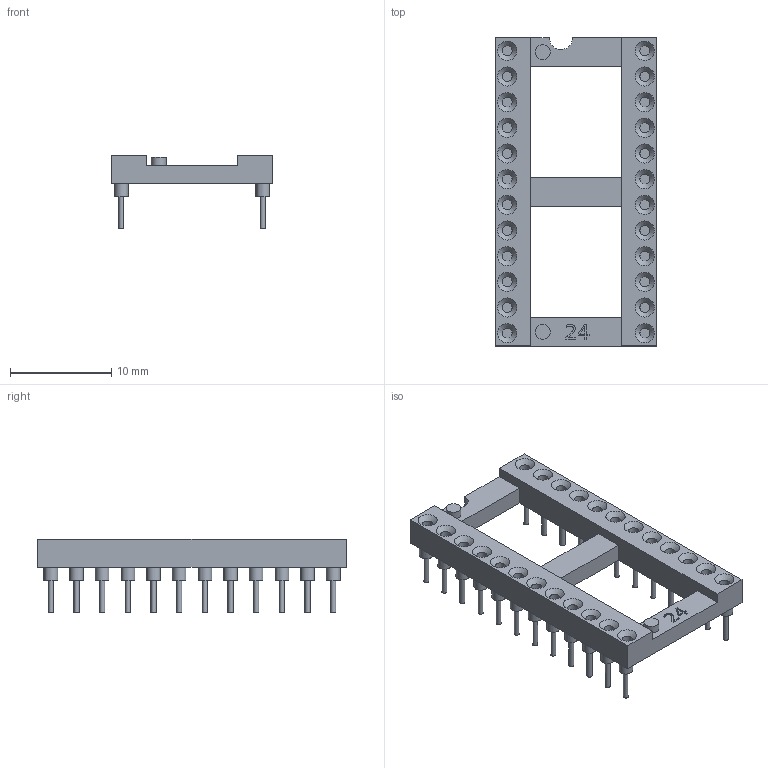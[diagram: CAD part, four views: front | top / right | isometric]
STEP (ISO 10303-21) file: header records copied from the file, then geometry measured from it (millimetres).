
FILE_DESCRIPTION(('Open CASCADE Model'),'2;1');
FILE_NAME('Open CASCADE Shape Model','2022-02-02T14:59:39',('Author'),( 'Open CASCADE'),'Open CASCADE STEP processor 7.5','Open CASCADE 7.5' ,'Unknown');
FILE_SCHEMA(('AUTOMOTIVE_DESIGN { 1 0 10303 214 1 1 1 1 }'));
Length unit declared in the file: millimetre
Products named in the file (7): CQ assembly; Lathed DIL socket by qwelyt; Lathed DIL socket by qwelyt_part; pins; pins_part; body; body_part
Assembly tree (6 placements, depth 4):
  CQ assembly
    Lathed DIL socket by qwelyt
      Lathed DIL socket by qwelyt_part
      pins
        pins_part
      body
        body_part
Bounding box: 15.98 x 30.48 x 7.3 mm (x, y, z)
Volume: 726.3 mm3; surface area: 1511.9 mm2
Topology: 25 solids, 25 shells, 228 faces, 429 edges, 278 vertices
Faces by surface type: plane 113, cylinder 75, cone 24, extrusion 16
Full cylindrical faces by diameter (mm): 0.5 x24, 1 x24, 1.35 x24, 1.48 x2
Entity records: 11801 total; most frequent: CARTESIAN_POINT 2423, DIRECTION 1694, ORIENTED_EDGE 858, PCURVE 858, DEFINITIONAL_REPRESENTATION 858, VECTOR 783, LINE 767, EDGE_CURVE 429
